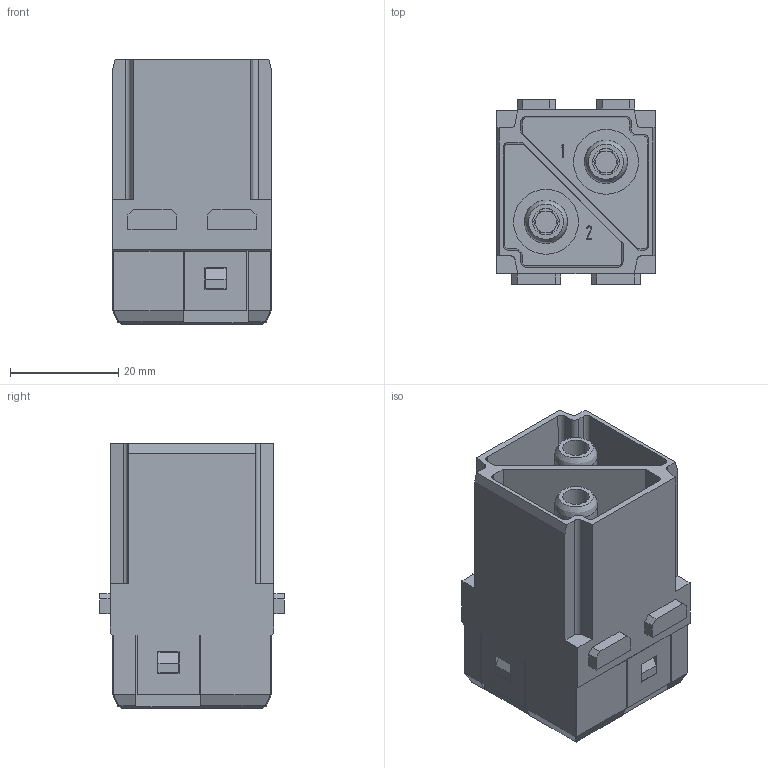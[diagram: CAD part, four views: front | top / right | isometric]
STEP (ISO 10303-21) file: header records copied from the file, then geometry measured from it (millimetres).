
FILE_DESCRIPTION(/* description */ (''),/* implementation_level */ '2;1');
FILE_NAME(/* name */ '100195472ugm000_c.stp',/* time_stamp */ '2017-10-27T12:17:14+02:00',/* author */ (''),/* organization */ (''),/* preprocessor_version */ 'ST-DEVELOPER v16',/* originating_system */ 'SIEMENS PLM Software NX 10.0',/* authorisation */ '');
FILE_SCHEMA (('AUTOMOTIVE_DESIGN { 1 0 10303 214 3 1 1 1 }'));
Length unit declared in the file: millimetre
Products named in the file (1): 100195472ugm000_c
Bounding box: 29.4 x 34.2 x 49 mm (x, y, z)
Volume: 28830.5 mm3; surface area: 16488.1 mm2
Topology: 1 solids, 1 shells, 443 faces, 1257 edges, 936 vertices
Faces by surface type: plane 363, cylinder 44, cone 24, bspline 10, extrusion 2
Full cylindrical faces by diameter (mm): 1.1 x1, 1.3 x1, 4 x2, 4.9 x2, 7.2 x2, 8 x4, 12 x4
Entity records: 16969 total; most frequent: CARTESIAN_POINT 3028, ORIENTED_EDGE 2252, DIRECTION 2162, EDGE_CURVE 1126, VECTOR 1022, LINE 1020, VERTEX_POINT 754, AXIS2_PLACEMENT_3D 570
